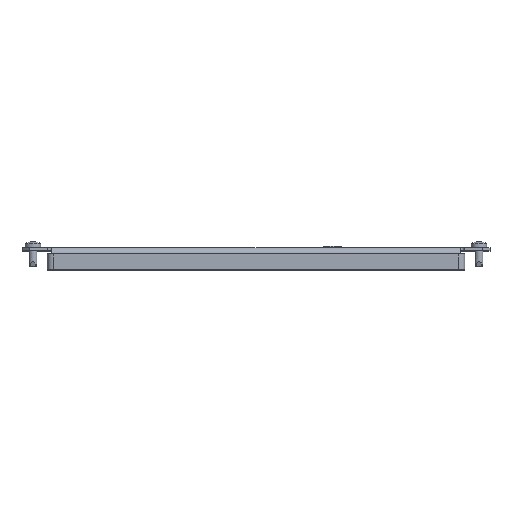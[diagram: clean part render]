
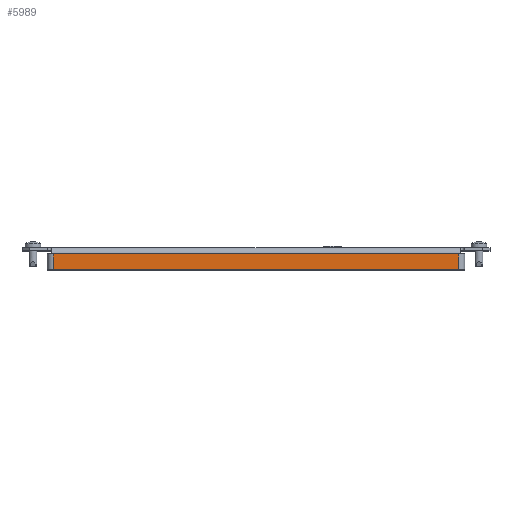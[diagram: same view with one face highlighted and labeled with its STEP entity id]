
A CAD part, top view. The second image highlights one B-rep face of the part: STEP entity #5989.
In plain terms, the highlighted face is planar.
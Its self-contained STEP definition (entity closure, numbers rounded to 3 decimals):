
#180 = AXIS2_PLACEMENT_3D ( 'NONE', #632, #2553, #2535 ) ;
#632 = CARTESIAN_POINT ( 'NONE',  ( -5., -3., -129. ) ) ;
#641 = LINE ( 'NONE', #3212, #2908 ) ;
#718 = VECTOR ( 'NONE', #4964, 1000. ) ;
#897 = CARTESIAN_POINT ( 'NONE',  ( 5., -3., 129. ) ) ;
#945 = ORIENTED_EDGE ( 'NONE', *, *, #3811, .F. ) ;
#1262 = CARTESIAN_POINT ( 'NONE',  ( -5., -3., 129. ) ) ;
#1289 = CARTESIAN_POINT ( 'NONE',  ( -5., -3., -129. ) ) ;
#1528 = VECTOR ( 'NONE', #5294, 1000. ) ;
#1580 = CARTESIAN_POINT ( 'NONE',  ( 5., -3., -129. ) ) ;
#2041 = ORIENTED_EDGE ( 'NONE', *, *, #4790, .T. ) ;
#2117 = LINE ( 'NONE', #4369, #1528 ) ;
#2125 = VERTEX_POINT ( 'NONE', #4135 ) ;
#2419 = LINE ( 'NONE', #1289, #3502 ) ;
#2535 = DIRECTION ( 'NONE',  ( 1., 0., 0. ) ) ;
#2553 = DIRECTION ( 'NONE',  ( 0., -1., 0. ) ) ;
#2706 = LINE ( 'NONE', #1262, #718 ) ;
#2908 = VECTOR ( 'NONE', #5004, 1000. ) ;
#3212 = CARTESIAN_POINT ( 'NONE',  ( 5., -3., -129. ) ) ;
#3501 = PLANE ( 'NONE',  #180 ) ;
#3502 = VECTOR ( 'NONE', #5844, 1000. ) ;
#3811 = EDGE_CURVE ( 'NONE', #4489, #2125, #2117, .T. ) ;
#3820 = VERTEX_POINT ( 'NONE', #1580 ) ;
#4120 = ORIENTED_EDGE ( 'NONE', *, *, #4570, .T. ) ;
#4135 = CARTESIAN_POINT ( 'NONE',  ( -5., -3., 129. ) ) ;
#4318 = EDGE_CURVE ( 'NONE', #2125, #5263, #2706, .T. ) ;
#4337 = EDGE_LOOP ( 'NONE', ( #4858, #945, #4120, #2041 ) ) ;
#4369 = CARTESIAN_POINT ( 'NONE',  ( -5., -3., -129. ) ) ;
#4489 = VERTEX_POINT ( 'NONE', #4522 ) ;
#4522 = CARTESIAN_POINT ( 'NONE',  ( -5., -3., -129. ) ) ;
#4570 = EDGE_CURVE ( 'NONE', #4489, #3820, #2419, .T. ) ;
#4790 = EDGE_CURVE ( 'NONE', #3820, #5263, #641, .T. ) ;
#4858 = ORIENTED_EDGE ( 'NONE', *, *, #4318, .F. ) ;
#4964 = DIRECTION ( 'NONE',  ( 1., 0., 0. ) ) ;
#5004 = DIRECTION ( 'NONE',  ( 0., 0., 1. ) ) ;
#5263 = VERTEX_POINT ( 'NONE', #897 ) ;
#5294 = DIRECTION ( 'NONE',  ( 0., 0., 1. ) ) ;
#5844 = DIRECTION ( 'NONE',  ( 1., 0., 0. ) ) ;
#5927 = FACE_OUTER_BOUND ( 'NONE', #4337, .T. ) ;
#5989 = ADVANCED_FACE ( 'NONE', ( #5927 ), #3501, .T. ) ;
